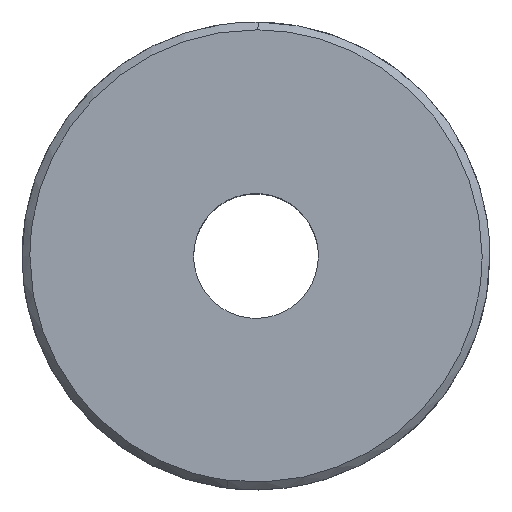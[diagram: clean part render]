
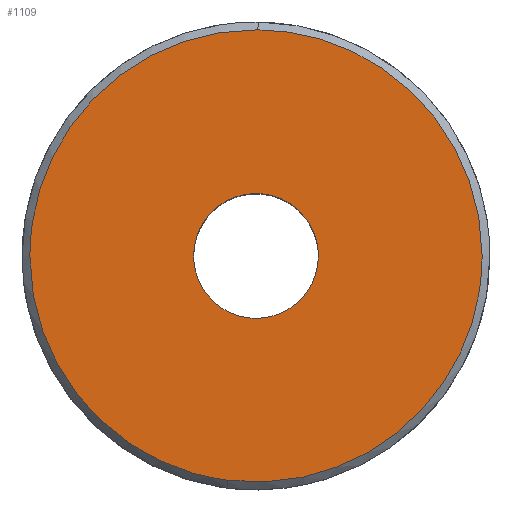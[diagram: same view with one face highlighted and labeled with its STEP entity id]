
A CAD part, top view. The second image highlights one B-rep face of the part: STEP entity #1109.
In plain terms, the highlighted free-form (B-spline) face has degree [1, 1] with [2, 2] control points.
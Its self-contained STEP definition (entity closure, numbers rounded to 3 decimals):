
#79=CARTESIAN_POINT('',(-1.8,-14.388,18.));
#80=VERTEX_POINT('',#79);
#86=CARTESIAN_POINT('',(-14.5,0.0,18.0));
#87=VERTEX_POINT('',#86);
#88=CARTESIAN_POINT('',(-14.5,0.0,18.0));
#89=CARTESIAN_POINT('',(-14.5,-12.799,18.0));
#90=CARTESIAN_POINT('',(-1.8,-14.388,18.));
#98=(BOUNDED_CURVE()B_SPLINE_CURVE(2,(#88,#89,#90),.UNSPECIFIED.,.F.,.U.)B_SPLINE_CURVE_WITH_KNOTS((3,3),(0.5,0.729),.UNSPECIFIED.)CURVE()GEOMETRIC_REPRESENTATION_ITEM()RATIONAL_B_SPLINE_CURVE((1.0,0.732,0.954))REPRESENTATION_ITEM(''));
#99=EDGE_CURVE('',#87,#80,#98,.T.);
#101=CARTESIAN_POINT('',(0.127,14.499,18.));
#102=VERTEX_POINT('',#101);
#103=CARTESIAN_POINT('',(0.127,14.499,18.));
#104=CARTESIAN_POINT('',(0.063,14.5,18.));
#105=CARTESIAN_POINT('',(0.0,14.5,18.0));
#106=CARTESIAN_POINT('',(-14.5,14.5,18.));
#107=CARTESIAN_POINT('',(-14.5,0.0,18.0));
#115=(BOUNDED_CURVE()B_SPLINE_CURVE(2,(#103,#104,#105,#106,#107),.UNSPECIFIED.,.F.,.U.)B_SPLINE_CURVE_WITH_KNOTS((3,2,3),(0.248,0.25,0.5),.UNSPECIFIED.)CURVE()GEOMETRIC_REPRESENTATION_ITEM()RATIONAL_B_SPLINE_CURVE((0.996,0.998,1.0,0.707,1.0))REPRESENTATION_ITEM(''));
#116=EDGE_CURVE('',#102,#87,#115,.T.);
#226=CARTESIAN_POINT('',(14.5,0.0,18.0));
#227=VERTEX_POINT('',#226);
#228=CARTESIAN_POINT('',(14.5,0.0,18.0));
#229=CARTESIAN_POINT('',(14.5,14.374,18.));
#230=CARTESIAN_POINT('',(0.127,14.499,18.));
#238=(BOUNDED_CURVE()B_SPLINE_CURVE(2,(#228,#229,#230),.UNSPECIFIED.,.F.,.U.)B_SPLINE_CURVE_WITH_KNOTS((3,3),(0.0,0.248),.UNSPECIFIED.)CURVE()GEOMETRIC_REPRESENTATION_ITEM()RATIONAL_B_SPLINE_CURVE((1.0,0.709,0.996))REPRESENTATION_ITEM(''));
#239=EDGE_CURVE('',#227,#102,#238,.T.);
#241=CARTESIAN_POINT('',(-1.8,-14.388,18.));
#242=CARTESIAN_POINT('',(-0.903,-14.5,18.));
#243=CARTESIAN_POINT('',(0.0,-14.5,18.0));
#244=CARTESIAN_POINT('',(14.5,-14.5,18.));
#245=CARTESIAN_POINT('',(14.5,0.0,18.0));
#253=(BOUNDED_CURVE()B_SPLINE_CURVE(2,(#241,#242,#243,#244,#245),.UNSPECIFIED.,.F.,.U.)B_SPLINE_CURVE_WITH_KNOTS((3,2,3),(0.729,0.75,1.0),.UNSPECIFIED.)CURVE()GEOMETRIC_REPRESENTATION_ITEM()RATIONAL_B_SPLINE_CURVE((0.954,0.975,1.0,0.707,1.0))REPRESENTATION_ITEM(''));
#254=EDGE_CURVE('',#80,#227,#253,.T.);
#712=CARTESIAN_POINT('',(0.314,-3.988,18.0));
#713=VERTEX_POINT('',#712);
#719=CARTESIAN_POINT('',(4.0,0.0,18.0));
#720=VERTEX_POINT('',#719);
#721=CARTESIAN_POINT('',(4.0,0.0,18.0));
#722=CARTESIAN_POINT('',(4.,-3.698,18.0));
#723=CARTESIAN_POINT('',(0.314,-3.988,18.0));
#731=(BOUNDED_CURVE()B_SPLINE_CURVE(2,(#721,#722,#723),.UNSPECIFIED.,.F.,.U.)B_SPLINE_CURVE_WITH_KNOTS((3,3),(0.0,0.236),.UNSPECIFIED.)CURVE()GEOMETRIC_REPRESENTATION_ITEM()RATIONAL_B_SPLINE_CURVE((1.0,0.723,0.97))REPRESENTATION_ITEM(''));
#732=EDGE_CURVE('',#720,#713,#731,.T.);
#734=CARTESIAN_POINT('',(-0.314,3.988,18.0));
#735=VERTEX_POINT('',#734);
#736=CARTESIAN_POINT('',(-0.314,3.988,18.));
#737=CARTESIAN_POINT('',(-0.157,4.,18.));
#738=CARTESIAN_POINT('',(0.0,4.0,18.0));
#739=CARTESIAN_POINT('',(4.,4.,18.));
#740=CARTESIAN_POINT('',(4.0,0.0,18.0));
#748=(BOUNDED_CURVE()B_SPLINE_CURVE(2,(#736,#737,#738,#739,#740),.UNSPECIFIED.,.F.,.U.)B_SPLINE_CURVE_WITH_KNOTS((3,2,3),(0.736,0.75,1.0),.UNSPECIFIED.)CURVE()GEOMETRIC_REPRESENTATION_ITEM()RATIONAL_B_SPLINE_CURVE((0.97,0.984,1.0,0.707,1.0))REPRESENTATION_ITEM(''));
#749=EDGE_CURVE('',#735,#720,#748,.T.);
#825=CARTESIAN_POINT('',(-4.0,0.0,18.0));
#826=VERTEX_POINT('',#825);
#827=CARTESIAN_POINT('',(-4.0,0.0,18.0));
#828=CARTESIAN_POINT('',(-4.,3.698,18.));
#829=CARTESIAN_POINT('',(-0.314,3.988,18.0));
#837=(BOUNDED_CURVE()B_SPLINE_CURVE(2,(#827,#828,#829),.UNSPECIFIED.,.F.,.U.)B_SPLINE_CURVE_WITH_KNOTS((3,3),(0.5,0.736),.UNSPECIFIED.)CURVE()GEOMETRIC_REPRESENTATION_ITEM()RATIONAL_B_SPLINE_CURVE((1.0,0.723,0.97))REPRESENTATION_ITEM(''));
#838=EDGE_CURVE('',#826,#735,#837,.T.);
#840=CARTESIAN_POINT('',(0.314,-3.988,18.));
#841=CARTESIAN_POINT('',(0.157,-4.,18.));
#842=CARTESIAN_POINT('',(0.0,-4.0,18.0));
#843=CARTESIAN_POINT('',(-4.,-4.,18.));
#844=CARTESIAN_POINT('',(-4.0,0.0,18.0));
#852=(BOUNDED_CURVE()B_SPLINE_CURVE(2,(#840,#841,#842,#843,#844),.UNSPECIFIED.,.F.,.U.)B_SPLINE_CURVE_WITH_KNOTS((3,2,3),(0.236,0.25,0.5),.UNSPECIFIED.)CURVE()GEOMETRIC_REPRESENTATION_ITEM()RATIONAL_B_SPLINE_CURVE((0.97,0.984,1.0,0.707,1.0))REPRESENTATION_ITEM(''));
#853=EDGE_CURVE('',#713,#826,#852,.T.);
#1092=CARTESIAN_POINT('',(-15.949,-15.948,18.0));
#1093=CARTESIAN_POINT('',(15.949,-15.948,18.0));
#1094=CARTESIAN_POINT('',(-15.949,15.948,18.0));
#1095=CARTESIAN_POINT('',(15.949,15.948,18.0));
#1096=B_SPLINE_SURFACE_WITH_KNOTS('',1,1,((#1092,#1094),(#1093,#1095)),.UNSPECIFIED.,.F.,.F.,.U.,(2,2),(2,2),(0.0,31.897),(0.0,31.895),.UNSPECIFIED.);
#1097=ORIENTED_EDGE('',*,*,#239,.T.);
#1098=ORIENTED_EDGE('',*,*,#116,.T.);
#1099=ORIENTED_EDGE('',*,*,#99,.T.);
#1100=ORIENTED_EDGE('',*,*,#254,.T.);
#1101=EDGE_LOOP('',(#1097,#1098,#1099,#1100));
#1102=FACE_OUTER_BOUND('',#1101,.T.);
#1103=ORIENTED_EDGE('',*,*,#838,.T.);
#1104=ORIENTED_EDGE('',*,*,#749,.T.);
#1105=ORIENTED_EDGE('',*,*,#732,.T.);
#1106=ORIENTED_EDGE('',*,*,#853,.T.);
#1107=EDGE_LOOP('',(#1103,#1104,#1105,#1106));
#1108=FACE_BOUND('',#1107,.T.);
#1109=ADVANCED_FACE('',(#1102,#1108),#1096,.T.);
